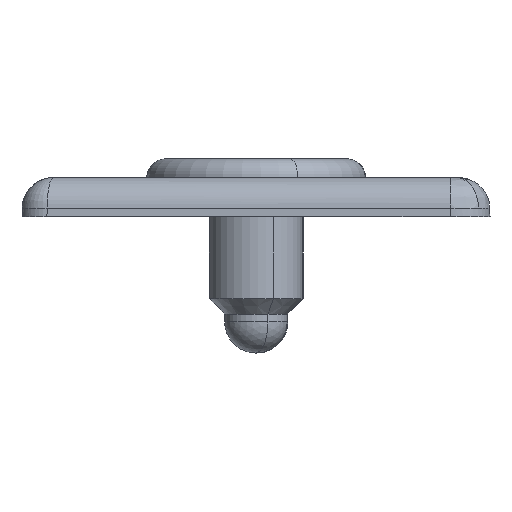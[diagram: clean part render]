
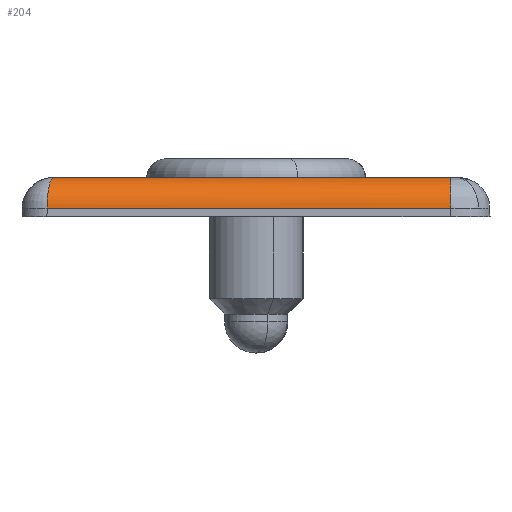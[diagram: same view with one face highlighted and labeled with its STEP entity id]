
A CAD part, left-side view. The second image highlights one B-rep face of the part: STEP entity #204.
In plain terms, the highlighted cylindrical face has radius 2.54 mm (diameter 5.08 mm), a partial arc.
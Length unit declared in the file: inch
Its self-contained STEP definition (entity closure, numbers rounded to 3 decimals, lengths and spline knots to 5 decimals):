
#34 = ORIENTED_EDGE ( 'NONE', *, *, #3011, .F. ) ;
#87 = EDGE_LOOP ( 'NONE', ( #34, #234, #191, #174 ) ) ;
#111 = EDGE_CURVE ( 'NONE', #305, #811, #746, .T. ) ;
#174 = ORIENTED_EDGE ( 'NONE', *, *, #111, .T. ) ;
#191 = ORIENTED_EDGE ( 'NONE', *, *, #311, .F. ) ;
#204 = ADVANCED_FACE ( 'NONE', ( #1255 ), #1256, .T. ) ;
#234 = ORIENTED_EDGE ( 'NONE', *, *, #4288, .T. ) ;
#305 = VERTEX_POINT ( 'NONE', #874 ) ;
#311 = EDGE_CURVE ( 'NONE', #305, #3862, #2169, .T. ) ;
#702 = CARTESIAN_POINT ( 'NONE',  ( -2.14955, 0.64955, 0.125 ) ) ;
#746 = CIRCLE ( 'NONE', #747, 0.1 ) ;
#747 = AXIS2_PLACEMENT_3D ( 'NONE', #748, #749, #750 ) ;
#748 = CARTESIAN_POINT ( 'NONE',  ( -2.14955, -0.62455, 0.025 ) ) ;
#749 = DIRECTION ( 'NONE',  ( 0., 1., 0. ) ) ;
#750 = DIRECTION ( 'NONE',  ( 0., 0., 1. ) ) ;
#811 = VERTEX_POINT ( 'NONE', #1236 ) ;
#824 = CARTESIAN_POINT ( 'NONE',  ( -2.24953, 0.66955, 0.02675 ) ) ;
#874 = CARTESIAN_POINT ( 'NONE',  ( -2.24953, -0.62455, 0.02675 ) ) ;
#1236 = CARTESIAN_POINT ( 'NONE',  ( -2.14955, -0.62455, 0.125 ) ) ;
#1255 = FACE_OUTER_BOUND ( 'NONE', #87, .T. ) ;
#1256 = CYLINDRICAL_SURFACE ( 'NONE', #1257, 0.1 ) ;
#1257 = AXIS2_PLACEMENT_3D ( 'NONE', #1259, #1260, #1261 ) ;
#1259 = CARTESIAN_POINT ( 'NONE',  ( -2.14955, 0.75, 0.025 ) ) ;
#1260 = DIRECTION ( 'NONE',  ( 0., 1., 0. ) ) ;
#1261 = DIRECTION ( 'NONE',  ( 0., 0., 1. ) ) ;
#1322 = LINE ( 'NONE', #1323, #1326 ) ;
#1323 = CARTESIAN_POINT ( 'NONE',  ( -2.14955, 0.75, 0.125 ) ) ;
#1326 = VECTOR ( 'NONE', #1327, 39.37008 ) ;
#1327 = DIRECTION ( 'NONE',  ( 0., -1., 0. ) ) ;
#2169 = LINE ( 'NONE', #2170, #2171 ) ;
#2170 = CARTESIAN_POINT ( 'NONE',  ( -2.24953, -0.75, 0.02675 ) ) ;
#2171 = VECTOR ( 'NONE', #2172, 39.37008 ) ;
#2172 = DIRECTION ( 'NONE',  ( 0., 1., 0. ) ) ;
#3011 = EDGE_CURVE ( 'NONE', #3579, #811, #1322, .T. ) ;
#3579 = VERTEX_POINT ( 'NONE', #702 ) ;
#3845 =( BOUNDED_CURVE ( )  B_SPLINE_CURVE ( 3, ( #3846, #3847, #3848, #3849 ),
 .UNSPECIFIED., .F., .T. ) 
 B_SPLINE_CURVE_WITH_KNOTS ( ( 4, 4 ),
 ( 4.71239, 6.26573 ),
 .UNSPECIFIED. ) 
 CURVE ( )  GEOMETRIC_REPRESENTATION_ITEM ( )  RATIONAL_B_SPLINE_CURVE ( ( 1., 0.809, 0.809, 1. ) ) 
 REPRESENTATION_ITEM ( '' )  );
#3846 = CARTESIAN_POINT ( 'NONE',  ( -2.14955, 0.64955, 0.125 ) ) ;
#3847 = CARTESIAN_POINT ( 'NONE',  ( -2.20732, 0.6611, 0.125 ) ) ;
#3848 = CARTESIAN_POINT ( 'NONE',  ( -2.24852, 0.66934, 0.08451 ) ) ;
#3849 = CARTESIAN_POINT ( 'NONE',  ( -2.24953, 0.66955, 0.02675 ) ) ;
#3862 = VERTEX_POINT ( 'NONE', #824 ) ;
#4288 = EDGE_CURVE ( 'NONE', #3579, #3862, #3845, .T. ) ;
